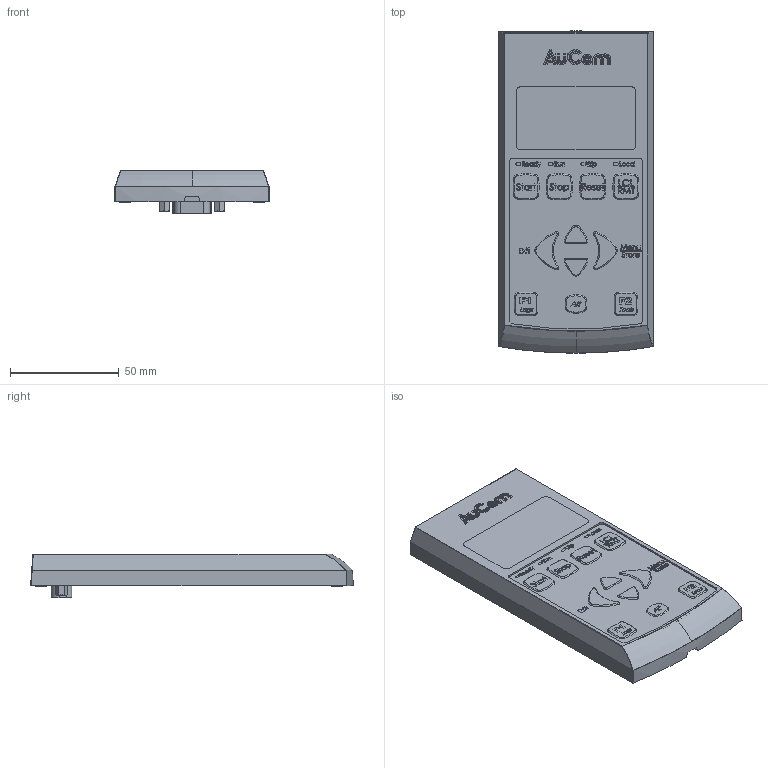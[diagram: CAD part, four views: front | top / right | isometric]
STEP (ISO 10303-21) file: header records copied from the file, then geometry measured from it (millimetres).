
FILE_DESCRIPTION (( 'STEP AP214' ), '1' );
FILE_NAME ('GM3K HMI Typical.STEP', '2017-11-03T01:59:15', ( 'wsmin' ), ( '' ), 'SwSTEP 2.0', 'SolidWorks 2015', '' );
FILE_SCHEMA (( 'AUTOMOTIVE_DESIGN' ));
Length unit declared in the file: millimetre
Products named in the file (1): GM3K HMI Typical
Bounding box: 71.25 x 148.41 x 20.2 mm (x, y, z)
Volume: 62575.9 mm3; surface area: 82018.3 mm2
Topology: 7 solids, 7 shells, 3196 faces, 8113 edges, 5163 vertices
Faces by surface type: plane 1388, bspline 868, cylinder 522, cone 204, torus 128, sphere 86
Entity records: 173553 total; most frequent: CARTESIAN_POINT 67625, ORIENTED_EDGE 16116, DIRECTION 11978, EDGE_CURVE 8058, VERTEX_POINT 5157, VECTOR 4486, LINE 4486, AXIS2_PLACEMENT_3D 3746
